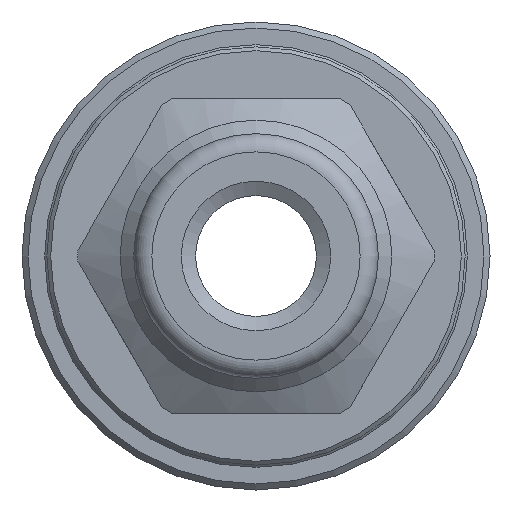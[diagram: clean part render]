
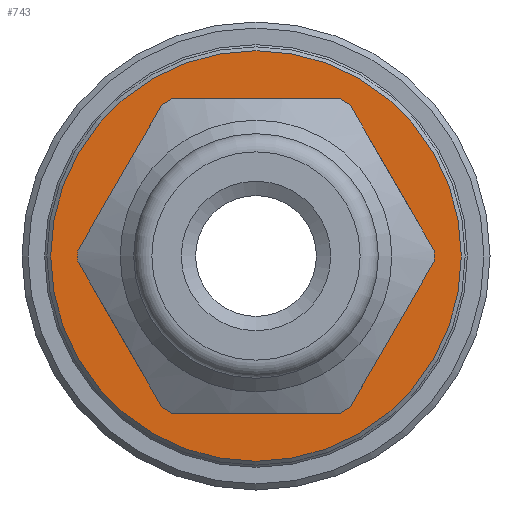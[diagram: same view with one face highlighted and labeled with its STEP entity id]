
A CAD part, left-side view. The second image highlights one B-rep face of the part: STEP entity #743.
In plain terms, the highlighted planar face has unit normal (-1, 0, 0).
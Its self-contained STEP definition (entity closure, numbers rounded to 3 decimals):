
#701=CARTESIAN_POINT('',(23.5,6.8,0.));
#702=VERTEX_POINT('',#701);
#703=CARTESIAN_POINT('',(23.5,0.0,0.0));
#704=DIRECTION('',(1.0,0.0,0.0));
#705=DIRECTION('',(0.0,-1.0,0.0));
#706=AXIS2_PLACEMENT_3D('',#703,#704,#705);
#707=CIRCLE('',#706,6.8);
#708=EDGE_CURVE('',#702,#702,#707,.T.);
#724=CARTESIAN_POINT('',(23.5,5.675,0.0));
#725=DIRECTION('',(-1.0,0.0,0.0));
#726=DIRECTION('',(0.0,0.0,1.0));
#727=AXIS2_PLACEMENT_3D('',#724,#725,#726);
#728=PLANE('',#727);
#729=ORIENTED_EDGE('',*,*,#708,.F.);
#730=EDGE_LOOP('',(#729));
#731=FACE_OUTER_BOUND('',#730,.T.);
#732=CARTESIAN_POINT('',(23.5,4.85,0.));
#733=VERTEX_POINT('',#732);
#734=CARTESIAN_POINT('',(23.5,0.0,0.0));
#735=DIRECTION('',(-1.0,0.0,0.0));
#736=DIRECTION('',(0.0,-1.0,0.0));
#737=AXIS2_PLACEMENT_3D('',#734,#735,#736);
#738=CIRCLE('',#737,4.85);
#739=EDGE_CURVE('',#733,#733,#738,.T.);
#740=ORIENTED_EDGE('',*,*,#739,.F.);
#741=EDGE_LOOP('',(#740));
#742=FACE_BOUND('',#741,.T.);
#743=ADVANCED_FACE('',(#731,#742),#728,.T.);
